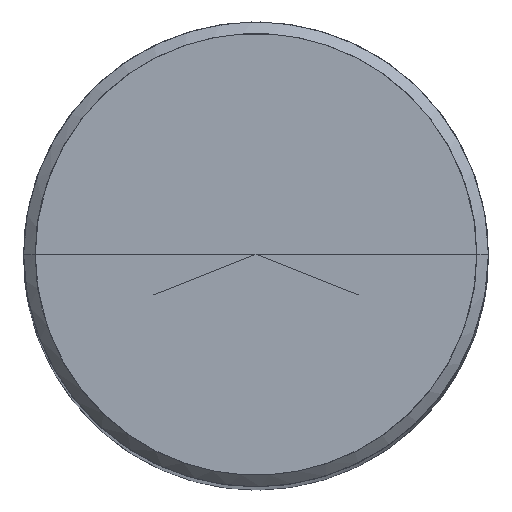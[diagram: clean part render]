
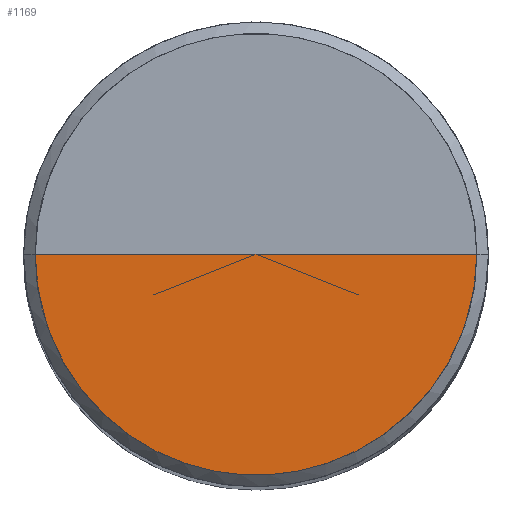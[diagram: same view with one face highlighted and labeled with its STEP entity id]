
A CAD part, top view. The second image highlights one B-rep face of the part: STEP entity #1169.
In plain terms, the highlighted free-form (B-spline) face has degree [1, 2] with [2, 5] control points.
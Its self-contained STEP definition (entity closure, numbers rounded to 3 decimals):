
#813=CARTESIAN_POINT('',(3.8,0.0,32.0));
#817=CARTESIAN_POINT('',(-3.8,0.0,32.0));
#818=CARTESIAN_POINT('',(0.0,0.0,32.0));
#828=CARTESIAN_POINT('',(-3.8,-3.8,32.0));
#829=CARTESIAN_POINT('',(0.0,-3.8,32.0));
#830=CARTESIAN_POINT('',(3.8,-3.8,32.0));
#1154=(
BOUNDED_SURFACE()
B_SPLINE_SURFACE(1,2,(
(#817,#828,#829,#830,#813),
(#818,#818,#818,#818,#818)
), .UNSPECIFIED.,.F.,.F.,.F.)
B_SPLINE_SURFACE_WITH_KNOTS((2,2),(3,2,3),(
0.0,1.0),(
0.0,0.5,1.0), .UNSPECIFIED.)
GEOMETRIC_REPRESENTATION_ITEM()
RATIONAL_B_SPLINE_SURFACE(((1.0,0.707,1.0,0.707,1.0),
(1.0,0.707,1.0,0.707,1.0)
))
REPRESENTATION_ITEM('')
SURFACE()
);
#1155=(
BOUNDED_CURVE()
B_SPLINE_CURVE(2,(#813,#830,#829,#828,#817),.UNSPECIFIED.,.F.,.F.)
B_SPLINE_CURVE_WITH_KNOTS((3,2,3),
(0.0,0.5,1.0),.UNSPECIFIED.)
CURVE()
GEOMETRIC_REPRESENTATION_ITEM()
RATIONAL_B_SPLINE_CURVE((1.0,0.707,1.0,0.707,1.0))
REPRESENTATION_ITEM('')
);
#1156=(
BOUNDED_CURVE()
B_SPLINE_CURVE(1,(#817,#818),.UNSPECIFIED.,.F.,.F.)
B_SPLINE_CURVE_WITH_KNOTS((2,2),
(0.0,1.0),.UNSPECIFIED.)
CURVE()
GEOMETRIC_REPRESENTATION_ITEM()
RATIONAL_B_SPLINE_CURVE((1.0,1.0))
REPRESENTATION_ITEM('')
);
#1157=(
BOUNDED_CURVE()
B_SPLINE_CURVE(1,(#818,#813),.UNSPECIFIED.,.F.,.F.)
B_SPLINE_CURVE_WITH_KNOTS((2,2),
(0.0,1.0),.UNSPECIFIED.)
CURVE()
GEOMETRIC_REPRESENTATION_ITEM()
RATIONAL_B_SPLINE_CURVE((1.0,1.0))
REPRESENTATION_ITEM('')
);
#1158=VERTEX_POINT('',#813);
#1159=VERTEX_POINT('',#817);
#1160=VERTEX_POINT('',#818);
#1161=EDGE_CURVE('',#1158,#1159,#1155,.T.);
#1162=EDGE_CURVE('',#1159,#1160,#1156,.T.);
#1163=EDGE_CURVE('',#1160,#1158,#1157,.T.);
#1164=ORIENTED_EDGE('',*,*,#1161,.T.);
#1165=ORIENTED_EDGE('',*,*,#1162,.T.);
#1166=ORIENTED_EDGE('',*,*,#1163,.T.);
#1167=EDGE_LOOP('',(#1164,#1165,#1166));
#1168=FACE_OUTER_BOUND('',#1167,.T.);
#1169=ADVANCED_FACE('',(#1168),#1154,.T.);
